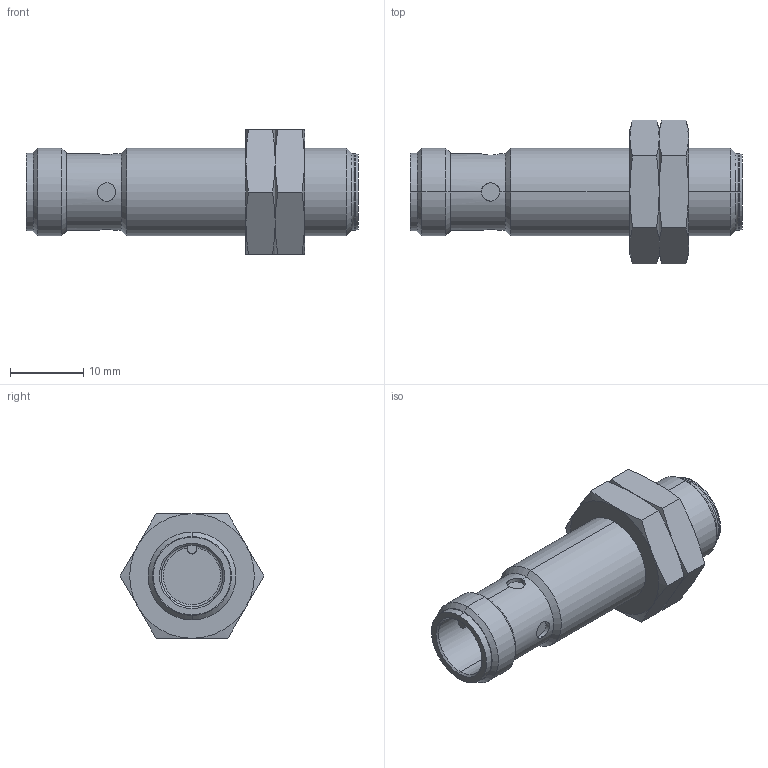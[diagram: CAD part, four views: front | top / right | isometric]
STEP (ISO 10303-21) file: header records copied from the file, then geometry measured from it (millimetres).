
FILE_DESCRIPTION (( 'STEP AP214' ), '1' );
FILE_NAME ('PFM1-AP-3H.step', '2018-04-17T19:35:22', ( '' ), ( '' ), 'SwSTEP 2.0', 'SolidWorks 2017', '' );
FILE_SCHEMA (( 'AUTOMOTIVE_DESIGN' ));
Length unit declared in the file: inch
Products named in the file (1): PFM1-AP-3H
Bounding box: 45.3 x 19.63 x 17 mm (x, y, z)
Volume: 5567.7 mm3; surface area: 3451.5 mm2
Topology: 3 solids, 3 shells, 101 faces, 216 edges, 127 vertices
Faces by surface type: cone 42, plane 29, cylinder 27, bspline 3
Entity records: 4396 total; most frequent: CARTESIAN_POINT 898, DIRECTION 444, ORIENTED_EDGE 432, EDGE_CURVE 216, AXIS2_PLACEMENT_3D 189, VERTEX_POINT 127, EDGE_LOOP 111, DIMENSIONAL_EXPONENTS 106
